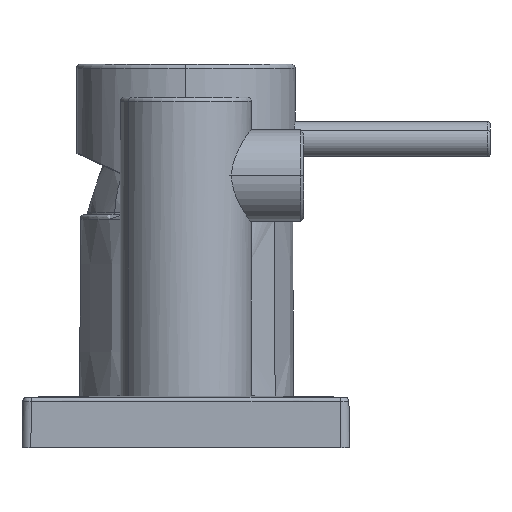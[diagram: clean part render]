
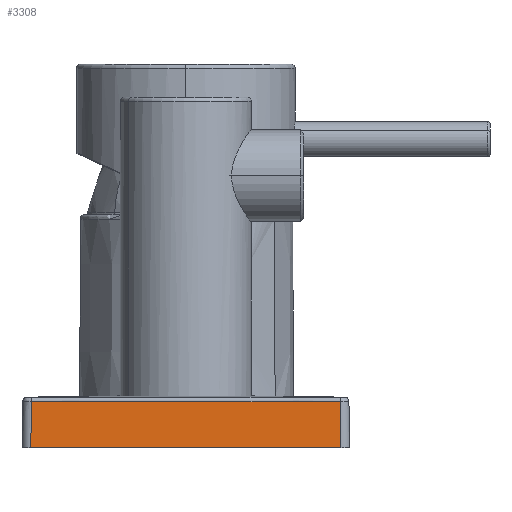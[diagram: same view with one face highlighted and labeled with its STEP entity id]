
A CAD part, left-side view. The second image highlights one B-rep face of the part: STEP entity #3308.
In plain terms, the highlighted planar face has unit normal (-1, 0, 0.018).
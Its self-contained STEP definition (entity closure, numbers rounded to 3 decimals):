
#45 = LINE ( 'NONE', #2526, #1996 ) ;
#131 = EDGE_CURVE ( 'NONE', #3034, #616, #356, .T. ) ;
#146 = EDGE_CURVE ( 'NONE', #368, #1347, #426, .T. ) ;
#356 = B_SPLINE_CURVE_WITH_KNOTS ( 'NONE', 5,
 ( #2206, #904, #2228, #2242, #3318, #3074 ),
 .UNSPECIFIED., .F., .F.,
 ( 6, 6 ),
 ( 0., 1. ),
 .UNSPECIFIED. ) ;
#368 = VERTEX_POINT ( 'NONE', #3160 ) ;
#426 = LINE ( 'NONE', #653, #2449 ) ;
#587 = DIRECTION ( 'NONE',  ( 0.017, 0., 1. ) ) ;
#616 = VERTEX_POINT ( 'NONE', #3381 ) ;
#653 = CARTESIAN_POINT ( 'NONE',  ( -137.5, 37.5, 0. ) ) ;
#820 = ORIENTED_EDGE ( 'NONE', *, *, #131, .F. ) ;
#821 = CARTESIAN_POINT ( 'NONE',  ( -137.315, -35.315, 10.619 ) ) ;
#904 = CARTESIAN_POINT ( 'NONE',  ( -137.315, 21.189, 10.626 ) ) ;
#1011 = CARTESIAN_POINT ( 'NONE',  ( -137.5, 35.5, 0. ) ) ;
#1018 = EDGE_CURVE ( 'NONE', #616, #368, #1767, .T. ) ;
#1194 = ORIENTED_EDGE ( 'NONE', *, *, #1018, .F. ) ;
#1294 = DIRECTION ( 'NONE',  ( -0.017, -0.017, -1. ) ) ;
#1347 = VERTEX_POINT ( 'NONE', #1011 ) ;
#1353 = EDGE_LOOP ( 'NONE', ( #2596, #1194, #820, #1734 ) ) ;
#1408 = FACE_OUTER_BOUND ( 'NONE', #1353, .T. ) ;
#1566 = AXIS2_PLACEMENT_3D ( 'NONE', #1899, #2170, #587 ) ;
#1734 = ORIENTED_EDGE ( 'NONE', *, *, #1778, .F. ) ;
#1767 = LINE ( 'NONE', #821, #2468 ) ;
#1778 = EDGE_CURVE ( 'NONE', #1347, #3034, #45, .T. ) ;
#1899 = CARTESIAN_POINT ( 'NONE',  ( -137.5, 37.5, 0. ) ) ;
#1996 = VECTOR ( 'NONE', #2778, 1000. ) ;
#2170 = DIRECTION ( 'NONE',  ( 1., 0., -0.017 ) ) ;
#2206 = CARTESIAN_POINT ( 'NONE',  ( -137.315, 35.315, 10.619 ) ) ;
#2228 = CARTESIAN_POINT ( 'NONE',  ( -137.314, 7.063, 10.63 ) ) ;
#2242 = CARTESIAN_POINT ( 'NONE',  ( -137.314, -7.063, 10.63 ) ) ;
#2449 = VECTOR ( 'NONE', #2512, 1000. ) ;
#2463 = CARTESIAN_POINT ( 'NONE',  ( -137.315, 35.315, 10.619 ) ) ;
#2468 = VECTOR ( 'NONE', #1294, 1000. ) ;
#2512 = DIRECTION ( 'NONE',  ( 0., 1., 0. ) ) ;
#2526 = CARTESIAN_POINT ( 'NONE',  ( -137.5, 35.5, 0. ) ) ;
#2596 = ORIENTED_EDGE ( 'NONE', *, *, #146, .F. ) ;
#2717 = PLANE ( 'NONE',  #1566 ) ;
#2778 = DIRECTION ( 'NONE',  ( 0.017, -0.017, 1. ) ) ;
#3034 = VERTEX_POINT ( 'NONE', #2463 ) ;
#3074 = CARTESIAN_POINT ( 'NONE',  ( -137.315, -35.315, 10.619 ) ) ;
#3160 = CARTESIAN_POINT ( 'NONE',  ( -137.5, -35.5, 0. ) ) ;
#3308 = ADVANCED_FACE ( 'NONE', ( #1408 ), #2717, .F. ) ;
#3318 = CARTESIAN_POINT ( 'NONE',  ( -137.315, -21.189, 10.626 ) ) ;
#3381 = CARTESIAN_POINT ( 'NONE',  ( -137.315, -35.315, 10.619 ) ) ;
